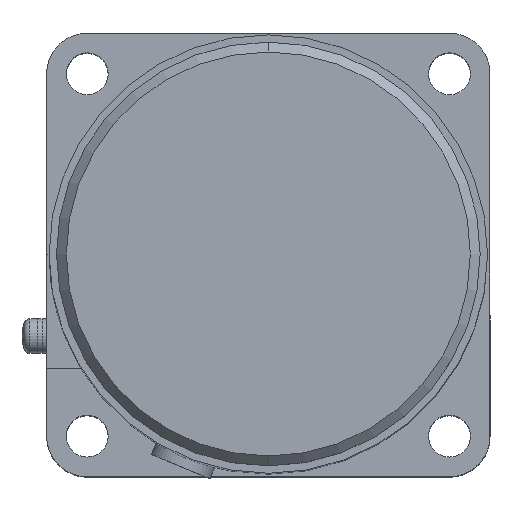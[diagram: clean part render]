
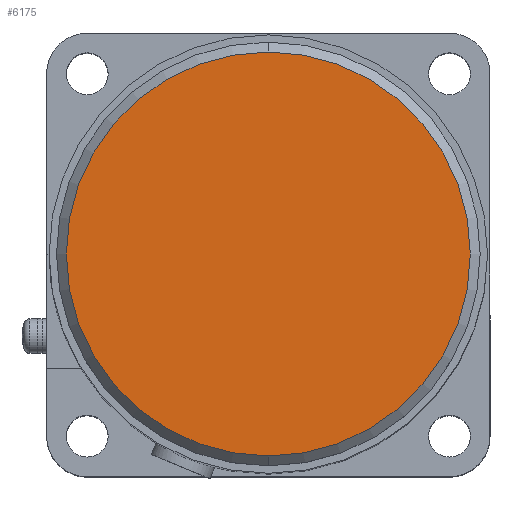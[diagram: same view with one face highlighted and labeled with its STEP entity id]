
A CAD part, top view. The second image highlights one B-rep face of the part: STEP entity #6175.
In plain terms, the highlighted planar face has unit normal (0, 0, 1).
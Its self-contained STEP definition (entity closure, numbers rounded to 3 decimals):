
#157 = ORIENTED_EDGE ( 'NONE', *, *, #6532, .T. ) ;
#338 = FACE_OUTER_BOUND ( 'NONE', #5291, .T. ) ;
#412 = DIRECTION ( 'NONE',  ( 0., -1., 0. ) ) ;
#504 = AXIS2_PLACEMENT_3D ( 'NONE', #5956, #5275, #4596 ) ;
#697 = EDGE_CURVE ( 'NONE', #1337, #6062, #5266, .T. ) ;
#1089 = DIRECTION ( 'NONE',  ( 0., 0., 1. ) ) ;
#1337 = VERTEX_POINT ( 'NONE', #2265 ) ;
#1764 = CARTESIAN_POINT ( 'NONE',  ( 0., 0., 120. ) ) ;
#1986 = DIRECTION ( 'NONE',  ( 0., -1., 0. ) ) ;
#2265 = CARTESIAN_POINT ( 'NONE',  ( 0., 41., 120. ) ) ;
#2678 = DIRECTION ( 'NONE',  ( 0., 0., 1. ) ) ;
#3355 = CARTESIAN_POINT ( 'NONE',  ( 0., 0., 120. ) ) ;
#4473 = CIRCLE ( 'NONE', #5880, 41. ) ;
#4596 = DIRECTION ( 'NONE',  ( 0., -1., 0. ) ) ;
#4874 = CARTESIAN_POINT ( 'NONE',  ( 0., -41., 120. ) ) ;
#5266 = CIRCLE ( 'NONE', #5680, 41. ) ;
#5275 = DIRECTION ( 'NONE',  ( 0., 0., 1. ) ) ;
#5291 = EDGE_LOOP ( 'NONE', ( #5633, #157 ) ) ;
#5633 = ORIENTED_EDGE ( 'NONE', *, *, #697, .T. ) ;
#5680 = AXIS2_PLACEMENT_3D ( 'NONE', #3355, #2678, #1986 ) ;
#5880 = AXIS2_PLACEMENT_3D ( 'NONE', #1764, #1089, #412 ) ;
#5956 = CARTESIAN_POINT ( 'NONE',  ( 0., 43., 120. ) ) ;
#6062 = VERTEX_POINT ( 'NONE', #4874 ) ;
#6175 = ADVANCED_FACE ( 'NONE', ( #338 ), #6652, .T. ) ;
#6532 = EDGE_CURVE ( 'NONE', #6062, #1337, #4473, .T. ) ;
#6652 = PLANE ( 'NONE',  #504 ) ;
